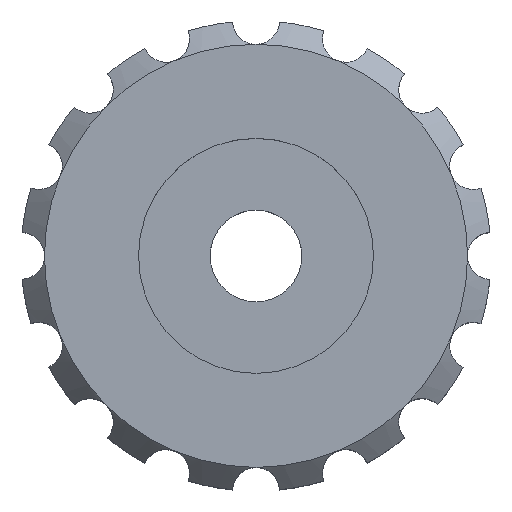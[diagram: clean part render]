
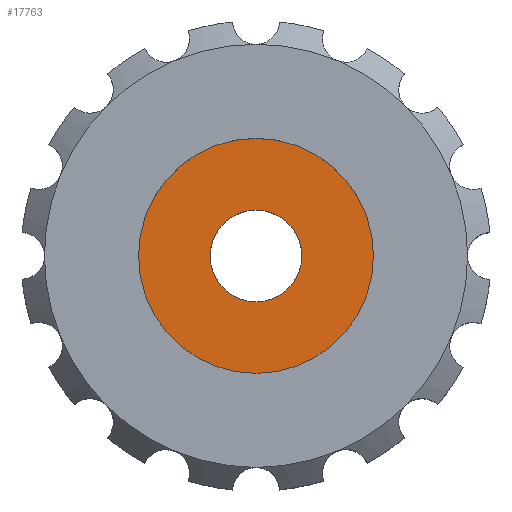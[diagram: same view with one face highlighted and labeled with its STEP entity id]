
A CAD part, top view. The second image highlights one B-rep face of the part: STEP entity #17763.
In plain terms, the highlighted planar face has unit normal (0, 0, 1).
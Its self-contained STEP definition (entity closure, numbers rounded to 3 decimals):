
#3374 = CYLINDRICAL_SURFACE('',#3375,5.);
#3375 = AXIS2_PLACEMENT_3D('',#3376,#3377,#3378);
#3376 = CARTESIAN_POINT('',(0.,0.,1.25));
#3377 = DIRECTION('',(0.,0.,1.));
#3378 = DIRECTION('',(1.,0.,0.));
#10571 = CYLINDRICAL_SURFACE('',#10572,1.95);
#10572 = AXIS2_PLACEMENT_3D('',#10573,#10574,#10575);
#10573 = CARTESIAN_POINT('',(0.,0.,-3.75));
#10574 = DIRECTION('',(-0.,-0.,-1.));
#10575 = DIRECTION('',(1.,0.,0.));
#17006 = VERTEX_POINT('',#17007);
#17007 = CARTESIAN_POINT('',(5.,0.,1.25));
#17028 = EDGE_CURVE('',#17006,#17006,#17029,.T.);
#17029 = SURFACE_CURVE('',#17030,(#17035,#17042),.PCURVE_S1.);
#17030 = CIRCLE('',#17031,5.);
#17031 = AXIS2_PLACEMENT_3D('',#17032,#17033,#17034);
#17032 = CARTESIAN_POINT('',(0.,0.,1.25));
#17033 = DIRECTION('',(0.,0.,1.));
#17034 = DIRECTION('',(1.,0.,0.));
#17035 = PCURVE('',#3374,#17036);
#17036 = DEFINITIONAL_REPRESENTATION('',(#17037),#17041);
#17037 = LINE('',#17038,#17039);
#17038 = CARTESIAN_POINT('',(0.,0.));
#17039 = VECTOR('',#17040,1.);
#17040 = DIRECTION('',(1.,0.));
#17041 = ( GEOMETRIC_REPRESENTATION_CONTEXT(2) 
PARAMETRIC_REPRESENTATION_CONTEXT() REPRESENTATION_CONTEXT('2D SPACE',''
  ) );
#17042 = PCURVE('',#17043,#17048);
#17043 = PLANE('',#17044);
#17044 = AXIS2_PLACEMENT_3D('',#17045,#17046,#17047);
#17045 = CARTESIAN_POINT('',(0.,0.,1.25));
#17046 = DIRECTION('',(0.,0.,1.));
#17047 = DIRECTION('',(1.,0.,0.));
#17048 = DEFINITIONAL_REPRESENTATION('',(#17049),#17053);
#17049 = CIRCLE('',#17050,5.);
#17050 = AXIS2_PLACEMENT_2D('',#17051,#17052);
#17051 = CARTESIAN_POINT('',(0.,0.));
#17052 = DIRECTION('',(1.,0.));
#17053 = ( GEOMETRIC_REPRESENTATION_CONTEXT(2) 
PARAMETRIC_REPRESENTATION_CONTEXT() REPRESENTATION_CONTEXT('2D SPACE',''
  ) );
#17719 = VERTEX_POINT('',#17720);
#17720 = CARTESIAN_POINT('',(1.95,0.,1.25));
#17741 = EDGE_CURVE('',#17719,#17719,#17742,.T.);
#17742 = SURFACE_CURVE('',#17743,(#17748,#17755),.PCURVE_S1.);
#17743 = CIRCLE('',#17744,1.95);
#17744 = AXIS2_PLACEMENT_3D('',#17745,#17746,#17747);
#17745 = CARTESIAN_POINT('',(0.,0.,1.25));
#17746 = DIRECTION('',(0.,0.,1.));
#17747 = DIRECTION('',(1.,0.,0.));
#17748 = PCURVE('',#10571,#17749);
#17749 = DEFINITIONAL_REPRESENTATION('',(#17750),#17754);
#17750 = LINE('',#17751,#17752);
#17751 = CARTESIAN_POINT('',(-0.,-5.));
#17752 = VECTOR('',#17753,1.);
#17753 = DIRECTION('',(-1.,0.));
#17754 = ( GEOMETRIC_REPRESENTATION_CONTEXT(2) 
PARAMETRIC_REPRESENTATION_CONTEXT() REPRESENTATION_CONTEXT('2D SPACE',''
  ) );
#17755 = PCURVE('',#17043,#17756);
#17756 = DEFINITIONAL_REPRESENTATION('',(#17757),#17761);
#17757 = CIRCLE('',#17758,1.95);
#17758 = AXIS2_PLACEMENT_2D('',#17759,#17760);
#17759 = CARTESIAN_POINT('',(0.,0.));
#17760 = DIRECTION('',(1.,0.));
#17761 = ( GEOMETRIC_REPRESENTATION_CONTEXT(2) 
PARAMETRIC_REPRESENTATION_CONTEXT() REPRESENTATION_CONTEXT('2D SPACE',''
  ) );
#17763 = ADVANCED_FACE('',(#17764,#17767),#17043,.T.);
#17764 = FACE_BOUND('',#17765,.T.);
#17765 = EDGE_LOOP('',(#17766));
#17766 = ORIENTED_EDGE('',*,*,#17028,.T.);
#17767 = FACE_BOUND('',#17768,.T.);
#17768 = EDGE_LOOP('',(#17769));
#17769 = ORIENTED_EDGE('',*,*,#17741,.F.);
